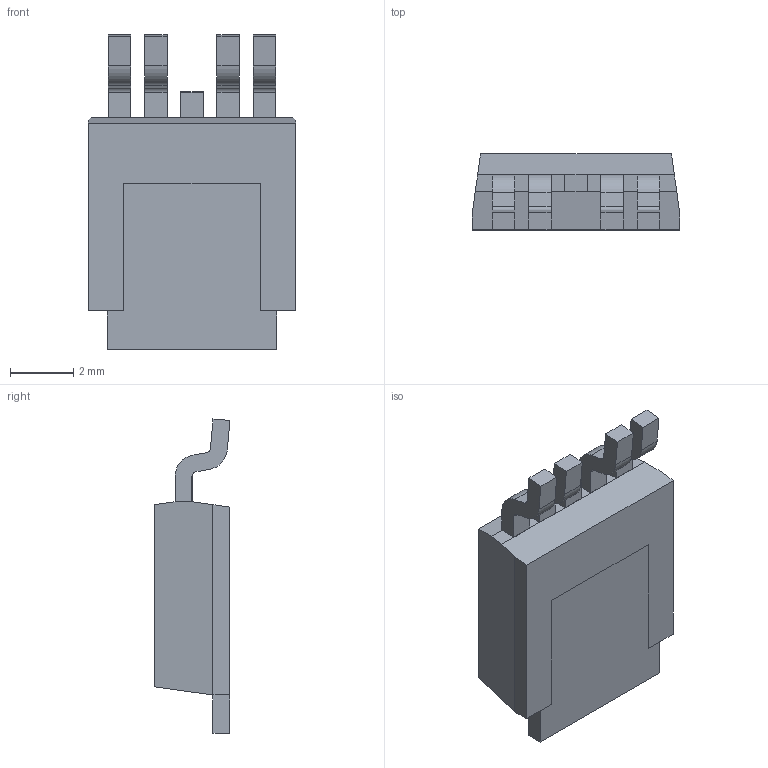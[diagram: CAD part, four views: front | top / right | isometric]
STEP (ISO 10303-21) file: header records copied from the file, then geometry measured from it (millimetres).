
FILE_DESCRIPTION (( 'STEP AP214' ), '1' );
FILE_NAME ('DPAK-5_369AL.STEP', '2023-11-30T16:38:56', ( '' ), ( '' ), 'SwSTEP 2.0', 'SolidWorks 2021', '' );
FILE_SCHEMA (( 'AUTOMOTIVE_DESIGN' ));
Length unit declared in the file: millimetre
Products named in the file (1): DPAK-5_369AL
Bounding box: 6.54 x 2.39 x 9.9 mm (x, y, z)
Volume: 98.7 mm3; surface area: 234.1 mm2
Topology: 7 solids, 7 shells, 90 faces, 224 edges, 148 vertices
Faces by surface type: plane 72, cylinder 18
Entity records: 2740 total; most frequent: CARTESIAN_POINT 463, ORIENTED_EDGE 448, DIRECTION 442, EDGE_CURVE 224, VECTOR 188, LINE 188, VERTEX_POINT 148, AXIS2_PLACEMENT_3D 127
